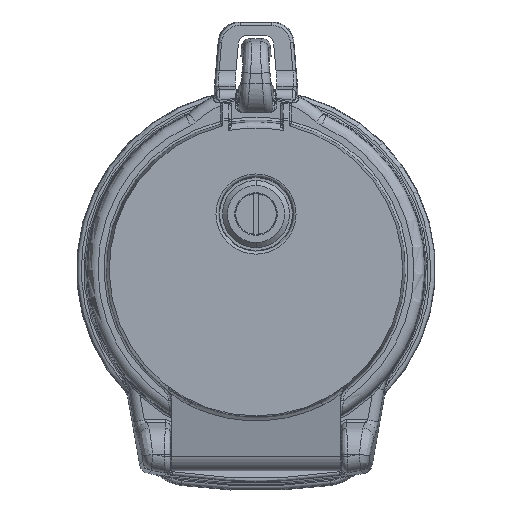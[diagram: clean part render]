
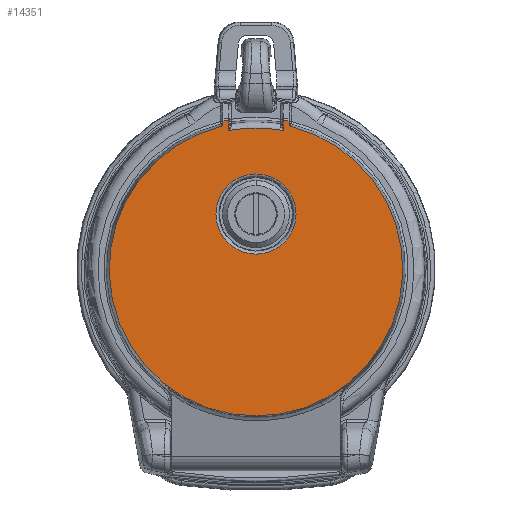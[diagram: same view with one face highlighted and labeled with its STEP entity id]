
A CAD part, top view. The second image highlights one B-rep face of the part: STEP entity #14351.
In plain terms, the highlighted planar face has unit normal (0, 0, 1).
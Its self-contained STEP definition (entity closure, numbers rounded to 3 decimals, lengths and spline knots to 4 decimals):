
#2083=B_SPLINE_CURVE_WITH_KNOTS('',3,(#69415,#69416,#69417,#69418,#69419,
#69420,#69421,#69422,#69423,#69424,#69425,#69426,#69427),.UNSPECIFIED.,
 .F.,.F.,(4,3,3,3,4),(0.,0.0051,0.5111,0.7546,
1.),.UNSPECIFIED.);
#2084=B_SPLINE_CURVE_WITH_KNOTS('',3,(#69432,#69433,#69434,#69435,#69436,
#69437,#69438,#69439,#69440,#69441,#69442,#69443,#69444),.UNSPECIFIED.,
 .F.,.F.,(4,3,3,3,4),(0.,0.2454,0.4889,0.9949,
1.),.UNSPECIFIED.);
#3078=PLANE('',#44352);
#7997=LINE('',#69446,#11648);
#7998=LINE('',#69448,#11649);
#7999=LINE('',#69450,#11650);
#8000=LINE('',#69454,#11651);
#8001=LINE('',#69456,#11652);
#8002=LINE('',#69458,#11653);
#11648=VECTOR('',#52301,1.);
#11649=VECTOR('',#52302,1.);
#11650=VECTOR('',#52303,1.);
#11651=VECTOR('',#52306,1.);
#11652=VECTOR('',#52307,1.);
#11653=VECTOR('',#52308,1.);
#14351=ADVANCED_FACE('',(#16158,#16159),#3078,.T.);
#16158=FACE_BOUND('',#17565,.T.);
#16159=FACE_BOUND('',#17566,.T.);
#17565=EDGE_LOOP('',(#25718,#25719,#25720,#25721,#25722,#25723,#25724,#25725,
#25726,#25727));
#17566=EDGE_LOOP('',(#25728));
#25718=ORIENTED_EDGE('',*,*,#38669,.T.);
#25719=ORIENTED_EDGE('',*,*,#38670,.F.);
#25720=ORIENTED_EDGE('',*,*,#38671,.T.);
#25721=ORIENTED_EDGE('',*,*,#38672,.T.);
#25722=ORIENTED_EDGE('',*,*,#38673,.T.);
#25723=ORIENTED_EDGE('',*,*,#38674,.T.);
#25724=ORIENTED_EDGE('',*,*,#38675,.T.);
#25725=ORIENTED_EDGE('',*,*,#38676,.T.);
#25726=ORIENTED_EDGE('',*,*,#38677,.T.);
#25727=ORIENTED_EDGE('',*,*,#38678,.T.);
#25728=ORIENTED_EDGE('',*,*,#38679,.T.);
#33384=VERTEX_POINT('',#69428);
#33385=VERTEX_POINT('',#69429);
#33386=VERTEX_POINT('',#69431);
#33387=VERTEX_POINT('',#69445);
#33388=VERTEX_POINT('',#69447);
#33389=VERTEX_POINT('',#69449);
#33390=VERTEX_POINT('',#69451);
#33391=VERTEX_POINT('',#69453);
#33392=VERTEX_POINT('',#69455);
#33393=VERTEX_POINT('',#69457);
#33394=VERTEX_POINT('',#69460);
#38669=EDGE_CURVE('',#33384,#33385,#2083,.T.);
#38670=EDGE_CURVE('',#33386,#33385,#41800,.T.);
#38671=EDGE_CURVE('',#33386,#33387,#2084,.T.);
#38672=EDGE_CURVE('',#33387,#33388,#7997,.T.);
#38673=EDGE_CURVE('',#33388,#33389,#7998,.T.);
#38674=EDGE_CURVE('',#33389,#33390,#7999,.T.);
#38675=EDGE_CURVE('',#33390,#33391,#41801,.T.);
#38676=EDGE_CURVE('',#33391,#33392,#8000,.T.);
#38677=EDGE_CURVE('',#33392,#33393,#8001,.T.);
#38678=EDGE_CURVE('',#33393,#33384,#8002,.T.);
#38679=EDGE_CURVE('',#33394,#33394,#41802,.T.);
#41800=CIRCLE('',#44349,1.725);
#41801=CIRCLE('',#44350,1.6609);
#41802=CIRCLE('',#44351,0.471);
#44349=AXIS2_PLACEMENT_3D('',#69430,#52299,#52300);
#44350=AXIS2_PLACEMENT_3D('',#69452,#52304,#52305);
#44351=AXIS2_PLACEMENT_3D('',#69459,#52309,#52310);
#44352=AXIS2_PLACEMENT_3D('',#69461,#52311,#52312);
#52299=DIRECTION('',(0.,0.,-1.));
#52300=DIRECTION('',(1.,0.,0.));
#52301=DIRECTION('',(0.,1.,0.));
#52302=DIRECTION('',(-1.,0.,0.));
#52303=DIRECTION('',(0.,-1.,0.));
#52304=DIRECTION('',(0.,0.,1.));
#52305=DIRECTION('',(1.,0.,0.));
#52306=DIRECTION('',(0.,1.,0.));
#52307=DIRECTION('',(-1.,0.,0.));
#52308=DIRECTION('',(0.,-1.,0.));
#52309=DIRECTION('',(0.,0.,-1.));
#52310=DIRECTION('',(1.,0.,0.));
#52311=DIRECTION('',(0.,0.,1.));
#52312=DIRECTION('',(1.,0.,0.));
#69415=CARTESIAN_POINT('',(-0.3887,1.6994,0.582));
#69416=CARTESIAN_POINT('',(-0.3888,1.6994,0.582));
#69417=CARTESIAN_POINT('',(-0.3888,1.6993,0.582));
#69418=CARTESIAN_POINT('',(-0.3888,1.6993,0.582));
#69419=CARTESIAN_POINT('',(-0.3912,1.694,0.582));
#69420=CARTESIAN_POINT('',(-0.3938,1.6886,0.582));
#69421=CARTESIAN_POINT('',(-0.3976,1.6842,0.582));
#69422=CARTESIAN_POINT('',(-0.3994,1.6821,0.582));
#69423=CARTESIAN_POINT('',(-0.4015,1.6802,0.582));
#69424=CARTESIAN_POINT('',(-0.4038,1.6786,0.582));
#69425=CARTESIAN_POINT('',(-0.4062,1.677,0.582));
#69426=CARTESIAN_POINT('',(-0.4088,1.6759,0.582));
#69427=CARTESIAN_POINT('',(-0.4116,1.6752,0.582));
#69428=CARTESIAN_POINT('',(-0.3887,1.6994,0.582));
#69429=CARTESIAN_POINT('',(-0.4116,1.6752,0.582));
#69430=CARTESIAN_POINT('',(0.,0.,0.582));
#69431=CARTESIAN_POINT('',(0.4116,1.6752,0.582));
#69432=CARTESIAN_POINT('',(0.4116,1.6752,0.582));
#69433=CARTESIAN_POINT('',(0.4088,1.6759,0.582));
#69434=CARTESIAN_POINT('',(0.4062,1.677,0.582));
#69435=CARTESIAN_POINT('',(0.4038,1.6786,0.582));
#69436=CARTESIAN_POINT('',(0.4015,1.6802,0.582));
#69437=CARTESIAN_POINT('',(0.3994,1.6821,0.582));
#69438=CARTESIAN_POINT('',(0.3976,1.6842,0.582));
#69439=CARTESIAN_POINT('',(0.3938,1.6886,0.582));
#69440=CARTESIAN_POINT('',(0.3912,1.694,0.582));
#69441=CARTESIAN_POINT('',(0.3888,1.6993,0.582));
#69442=CARTESIAN_POINT('',(0.3888,1.6993,0.582));
#69443=CARTESIAN_POINT('',(0.3888,1.6994,0.582));
#69444=CARTESIAN_POINT('',(0.3887,1.6994,0.582));
#69445=CARTESIAN_POINT('',(0.3887,1.6994,0.582));
#69446=CARTESIAN_POINT('',(0.3887,1.7432,0.582));
#69447=CARTESIAN_POINT('',(0.3887,1.7432,0.582));
#69448=CARTESIAN_POINT('',(0.,1.7432,0.582));
#69449=CARTESIAN_POINT('',(0.3187,1.7432,0.582));
#69450=CARTESIAN_POINT('',(0.3187,0.,0.582));
#69451=CARTESIAN_POINT('',(0.3187,1.63,0.582));
#69452=CARTESIAN_POINT('',(0.,0.,0.582));
#69453=CARTESIAN_POINT('',(-0.3187,1.63,0.582));
#69454=CARTESIAN_POINT('',(-0.3187,0.,0.582));
#69455=CARTESIAN_POINT('',(-0.3187,1.7432,0.582));
#69456=CARTESIAN_POINT('',(0.,1.7432,0.582));
#69457=CARTESIAN_POINT('',(-0.3887,1.7432,0.582));
#69458=CARTESIAN_POINT('',(-0.3887,1.6123,0.582));
#69459=CARTESIAN_POINT('',(0.,0.6475,0.582));
#69460=CARTESIAN_POINT('',(0.471,0.6475,0.582));
#69461=CARTESIAN_POINT('',(0.,0.,0.582));
